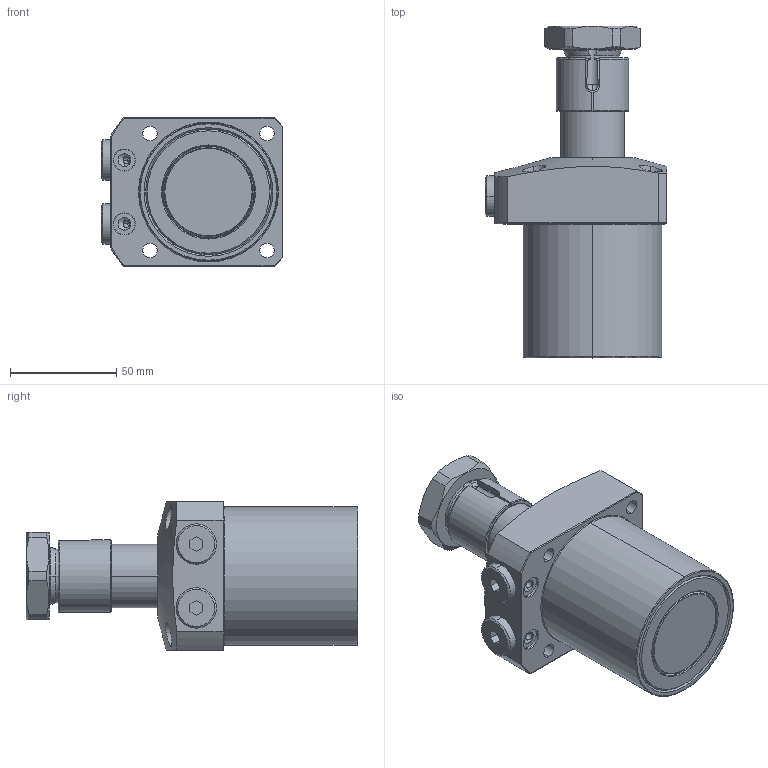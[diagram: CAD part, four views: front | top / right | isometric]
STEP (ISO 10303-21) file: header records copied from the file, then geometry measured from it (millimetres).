
FILE_DESCRIPTION (( 'STEP AP203' ), '1' );
FILE_NAME ('LHA0650-CR.STEP', '2018-12-15T03:44:20', ( '微软用户' ), ( '微软中国' ), 'SwSTEP 2.0', 'SolidWorks 2012', '' );
FILE_SCHEMA (( 'CONFIG_CONTROL_DESIGN' ));
Length unit declared in the file: millimetre
Products named in the file (7): LHA0650-槭暌溛(蹬怮椔); LHA0650-咂衝椳紕_蹬怮椔); Gȼ__4; LHA0650-楓羔_蹬怮椔); LHA0650-CR; LHA0650-ů_; LHA0650-簸忣諍匏_
Assembly tree (7 placements, depth 2):
  LHA0650-CR
    LHA0650-槭暌溛(蹬怮椔)
    LHA0650-咂衝椳紕_蹬怮椔)
    LHA0650-楓羔_蹬怮椔)
    LHA0650-ů_
    LHA0650-簸忣諍匏_
    Gȼ__4  x2
Bounding box: 85.5 x 156 x 70 mm (x, y, z)
Volume: 415442.4 mm3; surface area: 58616.7 mm2
Topology: 7 solids, 7 shells, 234 faces, 547 edges, 341 vertices
Faces by surface type: cylinder 79, plane 78, cone 51, torus 24, sphere 2
Entity records: 7985 total; most frequent: CARTESIAN_POINT 2128, DIRECTION 1111, ORIENTED_EDGE 1034, EDGE_CURVE 517, AXIS2_PLACEMENT_3D 455, VERTEX_POINT 323, EDGE_LOOP 250, CIRCLE 224
